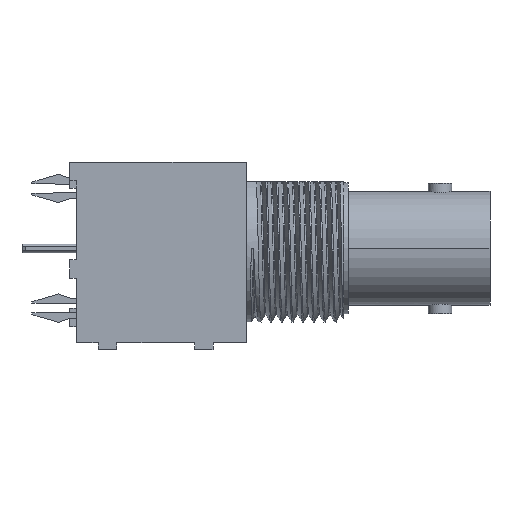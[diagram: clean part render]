
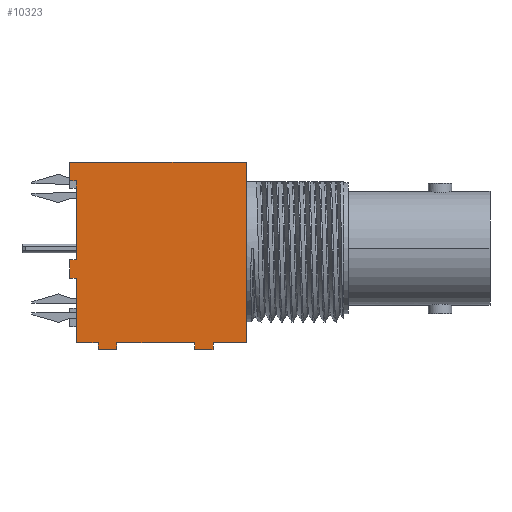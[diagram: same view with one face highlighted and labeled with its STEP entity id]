
A CAD part, front view. The second image highlights one B-rep face of the part: STEP entity #10323.
In plain terms, the highlighted planar face has unit normal (0, -1, 0).
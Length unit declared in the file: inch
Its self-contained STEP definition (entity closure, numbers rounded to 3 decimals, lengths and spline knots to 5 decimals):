
#2018=DIRECTION('',(0.,0.,1.));
#2019=VECTOR('',#2018,0.60197);
#2020=CARTESIAN_POINT('',(0.44882,-0.28996,
-0.31496));
#2021=LINE('',#2020,#2019);
#2427=DIRECTION('',(0.,0.,1.));
#2428=VECTOR('',#2427,0.26339);
#2429=CARTESIAN_POINT('',(-0.11929,-0.28996,
-0.03819));
#2430=LINE('',#2429,#2428);
#2443=DIRECTION('',(0.,0.,1.));
#2444=VECTOR('',#2443,0.21496);
#2445=CARTESIAN_POINT('',(-0.11929,-0.28996,
-0.31496));
#2446=LINE('',#2445,#2444);
#2635=DIRECTION('',(-1.,0.,0.));
#2636=VECTOR('',#2635,0.02283);
#2637=CARTESIAN_POINT('',(-0.11929,-0.28996,-0.1));
#2638=LINE('',#2637,#2636);
#2639=DIRECTION('',(-1.,0.,0.));
#2640=VECTOR('',#2639,0.02283);
#2641=CARTESIAN_POINT('',(-0.11929,-0.28996,
0.2252));
#2642=LINE('',#2641,#2640);
#2643=DIRECTION('',(1.,0.,0.));
#2644=VECTOR('',#2643,0.59094);
#2645=CARTESIAN_POINT('',(-0.14213,-0.28996,
0.28701));
#2646=LINE('',#2645,#2644);
#2647=DIRECTION('',(-1.,0.,0.));
#2648=VECTOR('',#2647,0.11142);
#2649=CARTESIAN_POINT('',(0.44882,-0.28996,
-0.31496));
#2650=LINE('',#2649,#2648);
#2651=DIRECTION('',(0.,0.,-1.));
#2652=VECTOR('',#2651,0.02323);
#2653=CARTESIAN_POINT('',(0.3374,-0.28996,
-0.31496));
#2654=LINE('',#2653,#2652);
#2655=DIRECTION('',(-1.,0.,0.));
#2656=VECTOR('',#2655,0.25984);
#2657=CARTESIAN_POINT('',(0.27559,-0.28996,
-0.31496));
#2658=LINE('',#2657,#2656);
#2659=DIRECTION('',(0.,0.,-1.));
#2660=VECTOR('',#2659,0.02323);
#2661=CARTESIAN_POINT('',(0.01575,-0.28996,
-0.31496));
#2662=LINE('',#2661,#2660);
#2663=DIRECTION('',(-1.,0.,0.));
#2664=VECTOR('',#2663,0.07323);
#2665=CARTESIAN_POINT('',(-0.04606,-0.28996,
-0.31496));
#2666=LINE('',#2665,#2664);
#2675=DIRECTION('',(-1.,0.,0.));
#2676=VECTOR('',#2675,0.02283);
#2677=CARTESIAN_POINT('',(-0.11929,-0.28996,
-0.03819));
#2678=LINE('',#2677,#2676);
#2683=DIRECTION('',(0.,0.,1.));
#2684=VECTOR('',#2683,0.06181);
#2685=CARTESIAN_POINT('',(-0.14213,-0.28996,-0.1));
#2686=LINE('',#2685,#2684);
#2707=DIRECTION('',(0.,0.,1.));
#2708=VECTOR('',#2707,0.06181);
#2709=CARTESIAN_POINT('',(-0.14213,-0.28996,
0.2252));
#2710=LINE('',#2709,#2708);
#2727=DIRECTION('',(0.,0.,-1.));
#2728=VECTOR('',#2727,0.02323);
#2729=CARTESIAN_POINT('',(0.27559,-0.28996,
-0.31496));
#2730=LINE('',#2729,#2728);
#2731=DIRECTION('',(-1.,0.,0.));
#2732=VECTOR('',#2731,0.06181);
#2733=CARTESIAN_POINT('',(0.3374,-0.28996,
-0.33819));
#2734=LINE('',#2733,#2732);
#2755=DIRECTION('',(0.,0.,-1.));
#2756=VECTOR('',#2755,0.02323);
#2757=CARTESIAN_POINT('',(-0.04606,-0.28996,
-0.31496));
#2758=LINE('',#2757,#2756);
#2763=DIRECTION('',(-1.,0.,0.));
#2764=VECTOR('',#2763,0.06181);
#2765=CARTESIAN_POINT('',(0.01575,-0.28996,
-0.33819));
#2766=LINE('',#2765,#2764);
#6782=CARTESIAN_POINT('',(0.44882,-0.28996,
-0.31496));
#6784=VERTEX_POINT('',#6782);
#6785=CARTESIAN_POINT('',(0.44882,-0.28996,
0.28701));
#6786=VERTEX_POINT('',#6785);
#6791=CARTESIAN_POINT('',(-0.04606,-0.28996,
-0.33819));
#6793=VERTEX_POINT('',#6791);
#6797=CARTESIAN_POINT('',(0.01575,-0.28996,
-0.33819));
#6798=VERTEX_POINT('',#6797);
#6799=CARTESIAN_POINT('',(0.3374,-0.28996,
-0.33819));
#6800=CARTESIAN_POINT('',(0.27559,-0.28996,
-0.33819));
#6801=VERTEX_POINT('',#6799);
#6802=VERTEX_POINT('',#6800);
#6823=CARTESIAN_POINT('',(-0.04606,-0.28996,
-0.31496));
#6825=VERTEX_POINT('',#6823);
#6829=CARTESIAN_POINT('',(0.01575,-0.28996,
-0.31496));
#6830=VERTEX_POINT('',#6829);
#6831=CARTESIAN_POINT('',(0.27559,-0.28996,
-0.31496));
#6833=VERTEX_POINT('',#6831);
#6837=CARTESIAN_POINT('',(0.3374,-0.28996,
-0.31496));
#6838=VERTEX_POINT('',#6837);
#6857=CARTESIAN_POINT('',(-0.11929,-0.28996,
-0.31496));
#6858=VERTEX_POINT('',#6857);
#6859=CARTESIAN_POINT('',(-0.14213,-0.28996,
0.28701));
#6861=VERTEX_POINT('',#6859);
#6865=CARTESIAN_POINT('',(-0.14213,-0.28996,
0.2252));
#6866=VERTEX_POINT('',#6865);
#6883=CARTESIAN_POINT('',(-0.14213,-0.28996,
-0.03819));
#6885=VERTEX_POINT('',#6883);
#6889=CARTESIAN_POINT('',(-0.14213,-0.28996,-0.1));
#6890=VERTEX_POINT('',#6889);
#6895=CARTESIAN_POINT('',(-0.11929,-0.28996,
0.2252));
#6896=VERTEX_POINT('',#6895);
#6913=CARTESIAN_POINT('',(-0.11929,-0.28996,
-0.03819));
#6915=VERTEX_POINT('',#6913);
#6919=CARTESIAN_POINT('',(-0.11929,-0.28996,-0.1));
#6920=VERTEX_POINT('',#6919);
#10287=CARTESIAN_POINT('',(0.44882,-0.28996,
-0.31496));
#10288=DIRECTION('',(0.,-1.,0.));
#10289=DIRECTION('',(0.,0.,1.));
#10290=AXIS2_PLACEMENT_3D('',#10287,#10288,#10289);
#10291=PLANE('',#10290);
#10292=ORIENTED_EDGE('',*,*,#9973,.T.);
#10294=ORIENTED_EDGE('',*,*,#10293,.T.);
#10296=ORIENTED_EDGE('',*,*,#10295,.T.);
#10298=ORIENTED_EDGE('',*,*,#10297,.F.);
#10299=ORIENTED_EDGE('',*,*,#9965,.T.);
#10301=ORIENTED_EDGE('',*,*,#10300,.T.);
#10303=ORIENTED_EDGE('',*,*,#10302,.T.);
#10304=ORIENTED_EDGE('',*,*,#10225,.T.);
#10305=ORIENTED_EDGE('',*,*,#9550,.F.);
#10306=ORIENTED_EDGE('',*,*,#9592,.T.);
#10308=ORIENTED_EDGE('',*,*,#10307,.T.);
#10310=ORIENTED_EDGE('',*,*,#10309,.T.);
#10312=ORIENTED_EDGE('',*,*,#10311,.F.);
#10313=ORIENTED_EDGE('',*,*,#9584,.T.);
#10315=ORIENTED_EDGE('',*,*,#10314,.T.);
#10317=ORIENTED_EDGE('',*,*,#10316,.T.);
#10319=ORIENTED_EDGE('',*,*,#10318,.F.);
#10320=ORIENTED_EDGE('',*,*,#9576,.T.);
#10321=EDGE_LOOP('',(#10292,#10294,#10296,#10298,#10299,#10301,#10303,#10304,
#10305,#10306,#10308,#10310,#10312,#10313,#10315,#10317,#10319,#10320));
#10322=FACE_OUTER_BOUND('',#10321,.F.);
#10323=ADVANCED_FACE('',(#10322),#10291,.T.);
#9550=EDGE_CURVE('',#6784,#6786,#2021,.T.);
#9576=EDGE_CURVE('',#6825,#6858,#2666,.T.);
#9584=EDGE_CURVE('',#6833,#6830,#2658,.T.);
#9592=EDGE_CURVE('',#6784,#6838,#2650,.T.);
#9965=EDGE_CURVE('',#6915,#6896,#2430,.T.);
#9973=EDGE_CURVE('',#6858,#6920,#2446,.T.);
#10225=EDGE_CURVE('',#6861,#6786,#2646,.T.);
#10293=EDGE_CURVE('',#6920,#6890,#2638,.T.);
#10295=EDGE_CURVE('',#6890,#6885,#2686,.T.);
#10297=EDGE_CURVE('',#6915,#6885,#2678,.T.);
#10300=EDGE_CURVE('',#6896,#6866,#2642,.T.);
#10302=EDGE_CURVE('',#6866,#6861,#2710,.T.);
#10307=EDGE_CURVE('',#6838,#6801,#2654,.T.);
#10309=EDGE_CURVE('',#6801,#6802,#2734,.T.);
#10311=EDGE_CURVE('',#6833,#6802,#2730,.T.);
#10314=EDGE_CURVE('',#6830,#6798,#2662,.T.);
#10316=EDGE_CURVE('',#6798,#6793,#2766,.T.);
#10318=EDGE_CURVE('',#6825,#6793,#2758,.T.);
